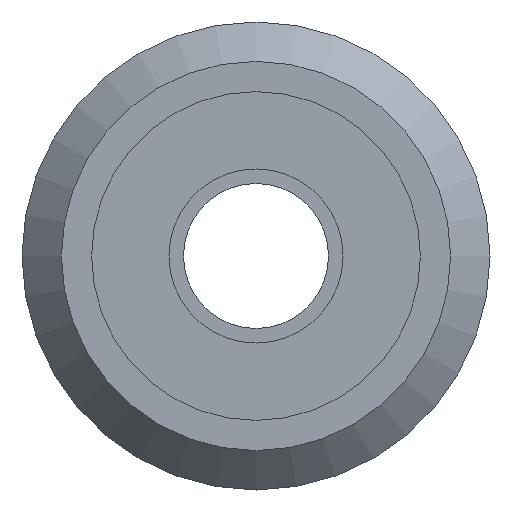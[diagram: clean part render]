
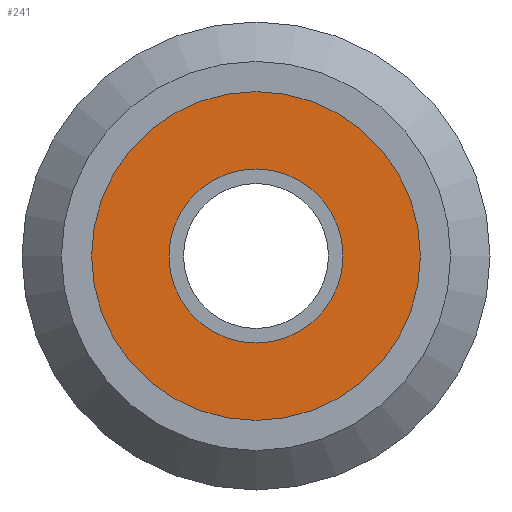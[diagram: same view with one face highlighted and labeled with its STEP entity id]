
A CAD part, left-side view. The second image highlights one B-rep face of the part: STEP entity #241.
In plain terms, the highlighted planar face has unit normal (-1, 0, 0).
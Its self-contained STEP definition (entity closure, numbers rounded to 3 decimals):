
#21=FACE_BOUND('',#56,.T.);
#27=PLANE('',#281);
#37=FACE_OUTER_BOUND('',#55,.T.);
#55=EDGE_LOOP('',(#186));
#56=EDGE_LOOP('',(#187));
#96=CIRCLE('',#277,5.715);
#98=CIRCLE('',#280,10.795);
#118=VERTEX_POINT('',#413);
#120=VERTEX_POINT('',#419);
#143=EDGE_CURVE('',#118,#118,#96,.T.);
#146=EDGE_CURVE('',#120,#120,#98,.T.);
#186=ORIENTED_EDGE('',*,*,#146,.F.);
#187=ORIENTED_EDGE('',*,*,#143,.F.);
#241=ADVANCED_FACE('',(#37,#21),#27,.T.);
#277=AXIS2_PLACEMENT_3D('',#415,#332,#333);
#280=AXIS2_PLACEMENT_3D('',#421,#339,#340);
#281=AXIS2_PLACEMENT_3D('',#422,#341,#342);
#332=DIRECTION('center_axis',(-1.,0.,0.));
#333=DIRECTION('ref_axis',(0.,0.,1.));
#339=DIRECTION('center_axis',(1.,0.,0.));
#340=DIRECTION('ref_axis',(0.,0.,1.));
#341=DIRECTION('center_axis',(-1.,0.,0.));
#342=DIRECTION('ref_axis',(0.,0.,1.));
#413=CARTESIAN_POINT('',(0.254,0.,-5.715));
#415=CARTESIAN_POINT('Origin',(0.254,0.,0.));
#419=CARTESIAN_POINT('',(0.254,0.,-10.795));
#421=CARTESIAN_POINT('Origin',(0.254,0.,0.));
#422=CARTESIAN_POINT('Origin',(0.254,0.,0.));
